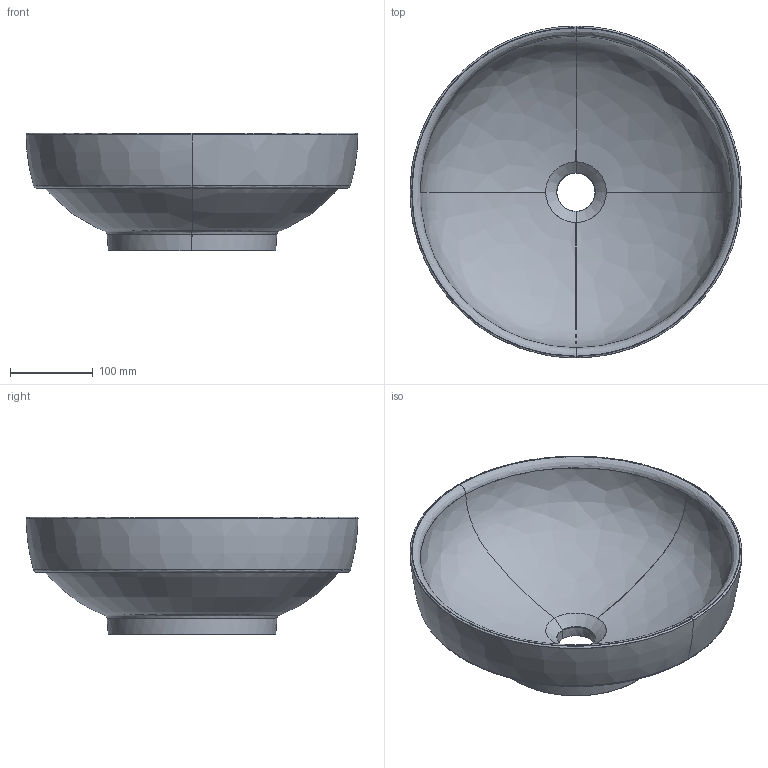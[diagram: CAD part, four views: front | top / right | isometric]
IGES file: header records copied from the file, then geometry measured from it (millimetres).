
Global section: file name: 4334.igs; native system: NX V7.5; preprocessor: SIEMENS PLM Software NX 7.5; date: 20160818.150852; units: millimetre
Bounding box: 400.09 x 400.14 x 141.84 mm (x, y, z)
Surface area: 423297.2 mm2 (no closed solid volume)
Topology: 0 solids, 0 shells, 68 faces, 517 edges, 523 vertices
Faces by surface type: bspline 68
